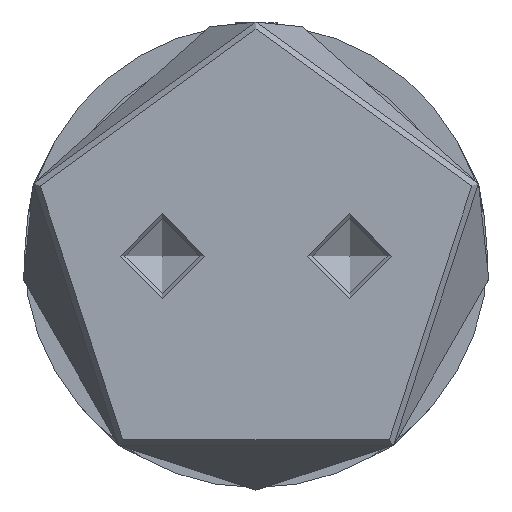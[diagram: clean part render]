
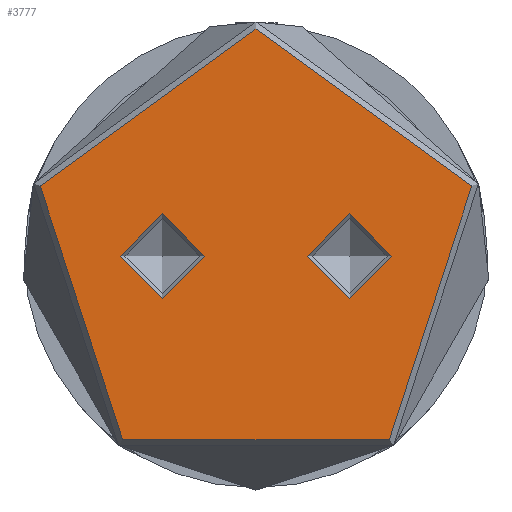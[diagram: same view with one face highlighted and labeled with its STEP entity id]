
A CAD part, front view. The second image highlights one B-rep face of the part: STEP entity #3777.
In plain terms, the highlighted face is planar.
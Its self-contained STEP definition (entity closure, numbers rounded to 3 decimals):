
#103 = EDGE_LOOP ( 'NONE', ( #4675 ) ) ;
#290 = EDGE_LOOP ( 'NONE', ( #2356 ) ) ;
#315 = AXIS2_PLACEMENT_3D ( 'NONE', #4887, #1427, #4158 ) ;
#363 = CIRCLE ( 'NONE', #2084, 4.5 ) ;
#718 = CIRCLE ( 'NONE', #4304, 4.5 ) ;
#769 = CARTESIAN_POINT ( 'NONE',  ( 4.5, 10., 0. ) ) ;
#791 = CARTESIAN_POINT ( 'NONE',  ( 0., 0., 0. ) ) ;
#1025 = PLANE ( 'NONE',  #315 ) ;
#1027 = CIRCLE ( 'NONE', #4433, 24.25 ) ;
#1096 = VERTEX_POINT ( 'NONE', #769 ) ;
#1196 = DIRECTION ( 'NONE',  ( 1., 0., 0. ) ) ;
#1296 = FACE_OUTER_BOUND ( 'NONE', #290, .T. ) ;
#1384 = CARTESIAN_POINT ( 'NONE',  ( 0., -10., 0. ) ) ;
#1427 = DIRECTION ( 'NONE',  ( 0., 0., -1. ) ) ;
#1677 = DIRECTION ( 'NONE',  ( 0., 0., 1. ) ) ;
#1767 = DIRECTION ( 'NONE',  ( 1., 0., 0. ) ) ;
#2084 = AXIS2_PLACEMENT_3D ( 'NONE', #1384, #4121, #1767 ) ;
#2217 = EDGE_LOOP ( 'NONE', ( #4730 ) ) ;
#2341 = CARTESIAN_POINT ( 'NONE',  ( 24.25, 0., 0. ) ) ;
#2356 = ORIENTED_EDGE ( 'NONE', *, *, #3509, .T. ) ;
#2662 = EDGE_CURVE ( 'NONE', #1096, #1096, #718, .T. ) ;
#2930 = VERTEX_POINT ( 'NONE', #2341 ) ;
#3255 = FACE_BOUND ( 'NONE', #103, .T. ) ;
#3509 = EDGE_CURVE ( 'NONE', #2930, #2930, #1027, .T. ) ;
#3536 = DIRECTION ( 'NONE',  ( 0., 0., 1. ) ) ;
#3777 = ADVANCED_FACE ( 'NONE', ( #3255, #1296, #4284 ), #1025, .F. ) ;
#3930 = CARTESIAN_POINT ( 'NONE',  ( 4.5, -10., 0. ) ) ;
#4027 = CARTESIAN_POINT ( 'NONE',  ( 0., 10., 0. ) ) ;
#4121 = DIRECTION ( 'NONE',  ( 0., 0., -1. ) ) ;
#4158 = DIRECTION ( 'NONE',  ( -1., 0., 0. ) ) ;
#4284 = FACE_BOUND ( 'NONE', #2217, .T. ) ;
#4304 = AXIS2_PLACEMENT_3D ( 'NONE', #4027, #1677, #4414 ) ;
#4414 = DIRECTION ( 'NONE',  ( 1., 0., 0. ) ) ;
#4433 = AXIS2_PLACEMENT_3D ( 'NONE', #791, #3536, #1196 ) ;
#4451 = EDGE_CURVE ( 'NONE', #4734, #4734, #363, .T. ) ;
#4675 = ORIENTED_EDGE ( 'NONE', *, *, #2662, .F. ) ;
#4730 = ORIENTED_EDGE ( 'NONE', *, *, #4451, .T. ) ;
#4734 = VERTEX_POINT ( 'NONE', #3930 ) ;
#4887 = CARTESIAN_POINT ( 'NONE',  ( 0., 0., 0. ) ) ;
